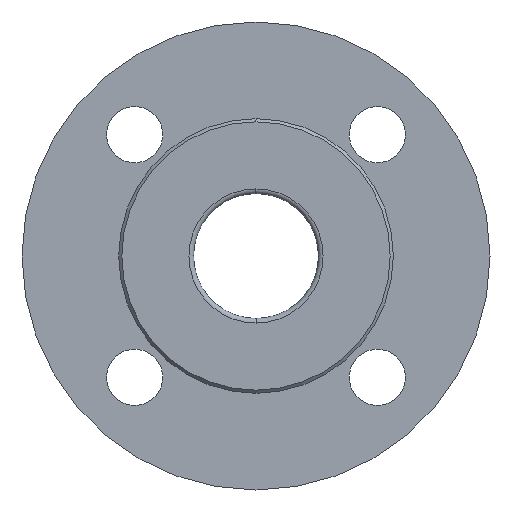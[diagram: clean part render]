
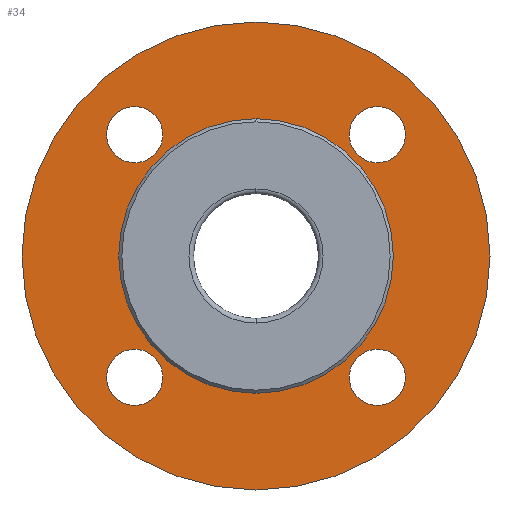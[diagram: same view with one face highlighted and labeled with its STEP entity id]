
A CAD part, left-side view. The second image highlights one B-rep face of the part: STEP entity #34.
In plain terms, the highlighted planar face has unit normal (-1, 0, 0).
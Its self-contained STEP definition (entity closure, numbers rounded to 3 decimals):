
#13 = EDGE_LOOP ( 'NONE', ( #58, #83 ) ) ;
#14 = EDGE_CURVE ( 'NONE', #1570, #1568, #324, .T. ) ;
#15 = EDGE_CURVE ( 'NONE', #43, #16, #360, .T. ) ;
#16 = VERTEX_POINT ( 'NONE', #345 ) ;
#18 = ORIENTED_EDGE ( 'NONE', *, *, #15, .T. ) ;
#19 = ORIENTED_EDGE ( 'NONE', *, *, #273, .T. ) ;
#24 = VERTEX_POINT ( 'NONE', #342 ) ;
#28 = ORIENTED_EDGE ( 'NONE', *, *, #89, .T. ) ;
#29 = EDGE_CURVE ( 'NONE', #1537, #1529, #368, .T. ) ;
#31 = EDGE_LOOP ( 'NONE', ( #90, #91 ) ) ;
#32 = EDGE_LOOP ( 'NONE', ( #18, #19 ) ) ;
#34 = ADVANCED_FACE ( 'NONE', ( #356, #350, #349, #348, #347, #351 ), #391, .F. ) ;
#43 = VERTEX_POINT ( 'NONE', #398 ) ;
#57 = EDGE_CURVE ( 'NONE', #109, #24, #475, .T. ) ;
#58 = ORIENTED_EDGE ( 'NONE', *, *, #1585, .T. ) ;
#59 = ORIENTED_EDGE ( 'NONE', *, *, #29, .T. ) ;
#69 = ORIENTED_EDGE ( 'NONE', *, *, #1622, .T. ) ;
#70 = EDGE_LOOP ( 'NONE', ( #86, #28 ) ) ;
#76 = ORIENTED_EDGE ( 'NONE', *, *, #1543, .T. ) ;
#80 = EDGE_LOOP ( 'NONE', ( #76, #59 ) ) ;
#83 = ORIENTED_EDGE ( 'NONE', *, *, #87, .T. ) ;
#84 = ORIENTED_EDGE ( 'NONE', *, *, #14, .T. ) ;
#86 = ORIENTED_EDGE ( 'NONE', *, *, #1685, .T. ) ;
#87 = EDGE_CURVE ( 'NONE', #1528, #1540, #465, .T. ) ;
#88 = EDGE_LOOP ( 'NONE', ( #69, #84 ) ) ;
#89 = EDGE_CURVE ( 'NONE', #1708, #1735, #410, .T. ) ;
#90 = ORIENTED_EDGE ( 'NONE', *, *, #57, .F. ) ;
#91 = ORIENTED_EDGE ( 'NONE', *, *, #95, .F. ) ;
#95 = EDGE_CURVE ( 'NONE', #24, #109, #496, .T. ) ;
#109 = VERTEX_POINT ( 'NONE', #483 ) ;
#246 = CARTESIAN_POINT ( 'NONE',  ( -41.5, -38.891, -38.891 ) ) ;
#272 = AXIS2_PLACEMENT_3D ( 'NONE', #246, #375, #371 ) ;
#273 = EDGE_CURVE ( 'NONE', #16, #43, #733, .T. ) ;
#324 = CIRCLE ( 'NONE', #272, 9. ) ;
#342 = CARTESIAN_POINT ( 'NONE',  ( -41.5, 0., -44. ) ) ;
#345 = CARTESIAN_POINT ( 'NONE',  ( -41.5, 0., -75. ) ) ;
#347 = FACE_BOUND ( 'NONE', #31, .T. ) ;
#348 = FACE_BOUND ( 'NONE', #70, .T. ) ;
#349 = FACE_BOUND ( 'NONE', #88, .T. ) ;
#350 = FACE_BOUND ( 'NONE', #13, .T. ) ;
#351 = FACE_OUTER_BOUND ( 'NONE', #32, .T. ) ;
#352 = DIRECTION ( 'NONE',  ( 0., 0., -1. ) ) ;
#353 = DIRECTION ( 'NONE',  ( 1., 0., 0. ) ) ;
#354 = CARTESIAN_POINT ( 'NONE',  ( -41.5, 38.891, 38.891 ) ) ;
#355 = AXIS2_PLACEMENT_3D ( 'NONE', #354, #353, #352 ) ;
#356 = FACE_BOUND ( 'NONE', #80, .T. ) ;
#360 = CIRCLE ( 'NONE', #363, 75. ) ;
#363 = AXIS2_PLACEMENT_3D ( 'NONE', #370, #373, #372 ) ;
#368 = CIRCLE ( 'NONE', #355, 9. ) ;
#370 = CARTESIAN_POINT ( 'NONE',  ( -41.5, 0., 0. ) ) ;
#371 = DIRECTION ( 'NONE',  ( 0., 0., -1. ) ) ;
#372 = DIRECTION ( 'NONE',  ( 0., 0., 1. ) ) ;
#373 = DIRECTION ( 'NONE',  ( -1., 0., 0. ) ) ;
#375 = DIRECTION ( 'NONE',  ( 1., 0., 0. ) ) ;
#391 = PLANE ( 'NONE',  #393 ) ;
#393 = AXIS2_PLACEMENT_3D ( 'NONE', #396, #394, #397 ) ;
#394 = DIRECTION ( 'NONE',  ( 1., 0., 0. ) ) ;
#396 = CARTESIAN_POINT ( 'NONE',  ( -41.5, 44., 0. ) ) ;
#397 = DIRECTION ( 'NONE',  ( 0., 0., -1. ) ) ;
#398 = CARTESIAN_POINT ( 'NONE',  ( -41.5, 0., 75. ) ) ;
#407 = AXIS2_PLACEMENT_3D ( 'NONE', #415, #495, #494 ) ;
#410 = CIRCLE ( 'NONE', #433, 9. ) ;
#411 = DIRECTION ( 'NONE',  ( 0., 0., -1. ) ) ;
#412 = DIRECTION ( 'NONE',  ( 1., 0., 0. ) ) ;
#413 = CARTESIAN_POINT ( 'NONE',  ( -41.5, -38.891, 38.891 ) ) ;
#414 = AXIS2_PLACEMENT_3D ( 'NONE', #413, #412, #411 ) ;
#415 = CARTESIAN_POINT ( 'NONE',  ( -41.5, 0., 0. ) ) ;
#419 = CARTESIAN_POINT ( 'NONE',  ( -41.5, 0., 0. ) ) ;
#420 = AXIS2_PLACEMENT_3D ( 'NONE', #419, #432, #431 ) ;
#431 = DIRECTION ( 'NONE',  ( 0., 0., 1. ) ) ;
#432 = DIRECTION ( 'NONE',  ( -1., 0., 0. ) ) ;
#433 = AXIS2_PLACEMENT_3D ( 'NONE', #506, #505, #504 ) ;
#465 = CIRCLE ( 'NONE', #414, 9. ) ;
#475 = CIRCLE ( 'NONE', #420, 44. ) ;
#483 = CARTESIAN_POINT ( 'NONE',  ( -41.5, 0., 44. ) ) ;
#494 = DIRECTION ( 'NONE',  ( 0., 0., 1. ) ) ;
#495 = DIRECTION ( 'NONE',  ( -1., 0., 0. ) ) ;
#496 = CIRCLE ( 'NONE', #407, 44. ) ;
#504 = DIRECTION ( 'NONE',  ( 0., 0., -1. ) ) ;
#505 = DIRECTION ( 'NONE',  ( 1., 0., 0. ) ) ;
#506 = CARTESIAN_POINT ( 'NONE',  ( -41.5, 38.891, -38.891 ) ) ;
#726 = DIRECTION ( 'NONE',  ( 0., 0., 1. ) ) ;
#727 = DIRECTION ( 'NONE',  ( -1., 0., 0. ) ) ;
#728 = CARTESIAN_POINT ( 'NONE',  ( -41.5, 0., 0. ) ) ;
#733 = CIRCLE ( 'NONE', #756, 75. ) ;
#756 = AXIS2_PLACEMENT_3D ( 'NONE', #728, #727, #726 ) ;
#895 = DIRECTION ( 'NONE',  ( 0., 0., -1. ) ) ;
#896 = DIRECTION ( 'NONE',  ( 1., 0., 0. ) ) ;
#897 = CARTESIAN_POINT ( 'NONE',  ( -41.5, 38.891, 38.891 ) ) ;
#898 = AXIS2_PLACEMENT_3D ( 'NONE', #897, #896, #895 ) ;
#899 = CIRCLE ( 'NONE', #898, 9. ) ;
#905 = CARTESIAN_POINT ( 'NONE',  ( -41.5, 38.891, 29.891 ) ) ;
#915 = CARTESIAN_POINT ( 'NONE',  ( -41.5, -38.891, 47.891 ) ) ;
#920 = CARTESIAN_POINT ( 'NONE',  ( -41.5, 38.891, 47.891 ) ) ;
#923 = CARTESIAN_POINT ( 'NONE',  ( -41.5, -38.891, 29.891 ) ) ;
#937 = DIRECTION ( 'NONE',  ( 1., 0., 0. ) ) ;
#938 = DIRECTION ( 'NONE',  ( 0., 0., -1. ) ) ;
#941 = AXIS2_PLACEMENT_3D ( 'NONE', #946, #937, #938 ) ;
#942 = CIRCLE ( 'NONE', #941, 9. ) ;
#946 = CARTESIAN_POINT ( 'NONE',  ( -41.5, -38.891, 38.891 ) ) ;
#950 = CARTESIAN_POINT ( 'NONE',  ( -41.5, -38.891, -29.891 ) ) ;
#951 = CARTESIAN_POINT ( 'NONE',  ( -41.5, -38.891, -47.891 ) ) ;
#1174 = CARTESIAN_POINT ( 'NONE',  ( -41.5, 38.891, -38.891 ) ) ;
#1175 = DIRECTION ( 'NONE',  ( 1., 0., 0. ) ) ;
#1176 = CIRCLE ( 'NONE', #1178, 9. ) ;
#1177 = DIRECTION ( 'NONE',  ( 0., 0., -1. ) ) ;
#1178 = AXIS2_PLACEMENT_3D ( 'NONE', #1174, #1175, #1177 ) ;
#1228 = CARTESIAN_POINT ( 'NONE',  ( -41.5, 38.891, -47.891 ) ) ;
#1278 = CARTESIAN_POINT ( 'NONE',  ( -41.5, 38.891, -29.891 ) ) ;
#1439 = AXIS2_PLACEMENT_3D ( 'NONE', #1467, #1461, #1469 ) ;
#1446 = CIRCLE ( 'NONE', #1439, 9. ) ;
#1461 = DIRECTION ( 'NONE',  ( 1., 0., 0. ) ) ;
#1467 = CARTESIAN_POINT ( 'NONE',  ( -41.5, -38.891, -38.891 ) ) ;
#1469 = DIRECTION ( 'NONE',  ( 0., 0., -1. ) ) ;
#1528 = VERTEX_POINT ( 'NONE', #923 ) ;
#1529 = VERTEX_POINT ( 'NONE', #920 ) ;
#1537 = VERTEX_POINT ( 'NONE', #905 ) ;
#1540 = VERTEX_POINT ( 'NONE', #915 ) ;
#1543 = EDGE_CURVE ( 'NONE', #1529, #1537, #899, .T. ) ;
#1568 = VERTEX_POINT ( 'NONE', #950 ) ;
#1570 = VERTEX_POINT ( 'NONE', #951 ) ;
#1585 = EDGE_CURVE ( 'NONE', #1540, #1528, #942, .T. ) ;
#1622 = EDGE_CURVE ( 'NONE', #1568, #1570, #1446, .T. ) ;
#1685 = EDGE_CURVE ( 'NONE', #1735, #1708, #1176, .T. ) ;
#1708 = VERTEX_POINT ( 'NONE', #1228 ) ;
#1735 = VERTEX_POINT ( 'NONE', #1278 ) ;
